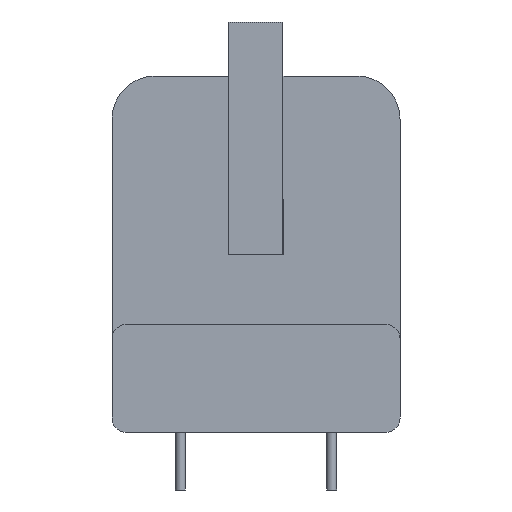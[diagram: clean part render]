
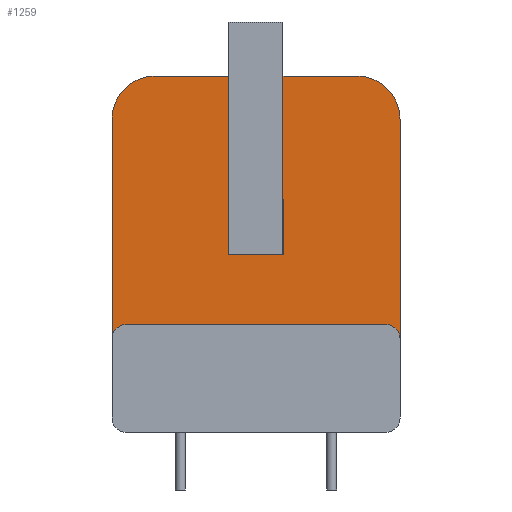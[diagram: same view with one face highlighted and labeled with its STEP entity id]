
A CAD part, left-side view. The second image highlights one B-rep face of the part: STEP entity #1259.
In plain terms, the highlighted planar face has unit normal (-1, 0, 0).
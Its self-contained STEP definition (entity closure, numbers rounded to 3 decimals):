
#712 = VERTEX_POINT('',#713);
#713 = CARTESIAN_POINT('',(0.,4.75,6.5));
#743 = VERTEX_POINT('',#744);
#744 = CARTESIAN_POINT('',(0.,-15.25,6.5));
#775 = VERTEX_POINT('',#776);
#776 = CARTESIAN_POINT('',(0.,-14.25,7.5));
#782 = EDGE_CURVE('',#783,#775,#785,.T.);
#783 = VERTEX_POINT('',#784);
#784 = CARTESIAN_POINT('',(0.,3.75,7.5));
#785 = LINE('',#786,#787);
#786 = CARTESIAN_POINT('',(0.,-13.25,7.5));
#787 = VECTOR('',#788,1.);
#788 = DIRECTION('',(0.,-1.,-0.));
#806 = EDGE_CURVE('',#783,#712,#807,.T.);
#807 = CIRCLE('',#808,1.);
#808 = AXIS2_PLACEMENT_3D('',#809,#810,#811);
#809 = CARTESIAN_POINT('',(0.,3.75,6.5));
#810 = DIRECTION('',(-1.,-0.,0.));
#811 = DIRECTION('',(0.,-1.,-0.));
#862 = EDGE_CURVE('',#743,#775,#863,.T.);
#863 = CIRCLE('',#864,1.);
#864 = AXIS2_PLACEMENT_3D('',#865,#866,#867);
#865 = CARTESIAN_POINT('',(0.,-14.25,6.5));
#866 = DIRECTION('',(-1.,-0.,0.));
#867 = DIRECTION('',(0.,0.,-1.));
#878 = EDGE_CURVE('',#879,#881,#883,.T.);
#879 = VERTEX_POINT('',#880);
#880 = CARTESIAN_POINT('',(0.,-12.25,24.75));
#881 = VERTEX_POINT('',#882);
#882 = CARTESIAN_POINT('',(0.,-7.125,24.75));
#883 = LINE('',#884,#885);
#884 = CARTESIAN_POINT('',(0.,-12.25,24.75));
#885 = VECTOR('',#886,1.);
#886 = DIRECTION('',(0.,1.,0.));
#940 = EDGE_CURVE('',#941,#943,#945,.T.);
#941 = VERTEX_POINT('',#942);
#942 = CARTESIAN_POINT('',(0.,-3.375,24.75));
#943 = VERTEX_POINT('',#944);
#944 = CARTESIAN_POINT('',(0.,1.75,24.75));
#945 = LINE('',#946,#947);
#946 = CARTESIAN_POINT('',(0.,-12.25,24.75));
#947 = VECTOR('',#948,1.);
#948 = DIRECTION('',(0.,1.,0.));
#974 = VERTEX_POINT('',#975);
#975 = CARTESIAN_POINT('',(0.,4.75,21.75));
#981 = EDGE_CURVE('',#943,#974,#982,.T.);
#982 = CIRCLE('',#983,3.);
#983 = AXIS2_PLACEMENT_3D('',#984,#985,#986);
#984 = CARTESIAN_POINT('',(0.,1.75,21.75));
#985 = DIRECTION('',(-1.,-0.,0.));
#986 = DIRECTION('',(0.,-1.,-0.));
#996 = EDGE_CURVE('',#974,#712,#997,.T.);
#997 = LINE('',#998,#999);
#998 = CARTESIAN_POINT('',(0.,4.75,21.75));
#999 = VECTOR('',#1000,1.);
#1000 = DIRECTION('',(0.,0.,-1.));
#1128 = EDGE_CURVE('',#1129,#743,#1131,.T.);
#1129 = VERTEX_POINT('',#1130);
#1130 = CARTESIAN_POINT('',(0.,-15.25,21.75));
#1131 = LINE('',#1132,#1133);
#1132 = CARTESIAN_POINT('',(0.,-15.25,21.75));
#1133 = VECTOR('',#1134,1.);
#1134 = DIRECTION('',(0.,0.,-1.));
#1155 = EDGE_CURVE('',#1129,#879,#1156,.T.);
#1156 = CIRCLE('',#1157,3.);
#1157 = AXIS2_PLACEMENT_3D('',#1158,#1159,#1160);
#1158 = CARTESIAN_POINT('',(0.,-12.25,21.75));
#1159 = DIRECTION('',(-1.,-0.,0.));
#1160 = DIRECTION('',(0.,0.,-1.));
#1259 = ADVANCED_FACE('',(#1260),#1325,.F.);
#1260 = FACE_BOUND('',#1261,.F.);
#1261 = EDGE_LOOP('',(#1262,#1263,#1264,#1265,#1266,#1267,#1268,#1269,
    #1270,#1271,#1279,#1287,#1295,#1303,#1311,#1319));
#1262 = ORIENTED_EDGE('',*,*,#878,.F.);
#1263 = ORIENTED_EDGE('',*,*,#1155,.F.);
#1264 = ORIENTED_EDGE('',*,*,#1128,.T.);
#1265 = ORIENTED_EDGE('',*,*,#862,.T.);
#1266 = ORIENTED_EDGE('',*,*,#782,.F.);
#1267 = ORIENTED_EDGE('',*,*,#806,.T.);
#1268 = ORIENTED_EDGE('',*,*,#996,.F.);
#1269 = ORIENTED_EDGE('',*,*,#981,.F.);
#1270 = ORIENTED_EDGE('',*,*,#940,.F.);
#1271 = ORIENTED_EDGE('',*,*,#1272,.F.);
#1272 = EDGE_CURVE('',#1273,#941,#1275,.T.);
#1273 = VERTEX_POINT('',#1274);
#1274 = CARTESIAN_POINT('',(0.,-3.375,16.175));
#1275 = LINE('',#1276,#1277);
#1276 = CARTESIAN_POINT('',(0.,-3.375,16.125));
#1277 = VECTOR('',#1278,1.);
#1278 = DIRECTION('',(0.,0.,1.));
#1279 = ORIENTED_EDGE('',*,*,#1280,.T.);
#1280 = EDGE_CURVE('',#1273,#1281,#1283,.T.);
#1281 = VERTEX_POINT('',#1282);
#1282 = CARTESIAN_POINT('',(0.,-3.325,16.175));
#1283 = LINE('',#1284,#1285);
#1284 = CARTESIAN_POINT('',(0.,-9.713,16.175));
#1285 = VECTOR('',#1286,1.);
#1286 = DIRECTION('',(0.,1.,0.));
#1287 = ORIENTED_EDGE('',*,*,#1288,.F.);
#1288 = EDGE_CURVE('',#1289,#1281,#1291,.T.);
#1289 = VERTEX_POINT('',#1290);
#1290 = CARTESIAN_POINT('',(0.,-3.325,12.325));
#1291 = LINE('',#1292,#1293);
#1292 = CARTESIAN_POINT('',(0.,-3.325,18.963));
#1293 = VECTOR('',#1294,1.);
#1294 = DIRECTION('',(0.,0.,1.));
#1295 = ORIENTED_EDGE('',*,*,#1296,.F.);
#1296 = EDGE_CURVE('',#1297,#1289,#1299,.T.);
#1297 = VERTEX_POINT('',#1298);
#1298 = CARTESIAN_POINT('',(0.,-7.175,12.325));
#1299 = LINE('',#1300,#1301);
#1300 = CARTESIAN_POINT('',(0.,-9.713,12.325));
#1301 = VECTOR('',#1302,1.);
#1302 = DIRECTION('',(0.,1.,0.));
#1303 = ORIENTED_EDGE('',*,*,#1304,.T.);
#1304 = EDGE_CURVE('',#1297,#1305,#1307,.T.);
#1305 = VERTEX_POINT('',#1306);
#1306 = CARTESIAN_POINT('',(0.,-7.175,16.175));
#1307 = LINE('',#1308,#1309);
#1308 = CARTESIAN_POINT('',(0.,-7.175,18.963));
#1309 = VECTOR('',#1310,1.);
#1310 = DIRECTION('',(0.,0.,1.));
#1311 = ORIENTED_EDGE('',*,*,#1312,.T.);
#1312 = EDGE_CURVE('',#1305,#1313,#1315,.T.);
#1313 = VERTEX_POINT('',#1314);
#1314 = CARTESIAN_POINT('',(0.,-7.125,16.175));
#1315 = LINE('',#1316,#1317);
#1316 = CARTESIAN_POINT('',(0.,-9.713,16.175));
#1317 = VECTOR('',#1318,1.);
#1318 = DIRECTION('',(0.,1.,0.));
#1319 = ORIENTED_EDGE('',*,*,#1320,.T.);
#1320 = EDGE_CURVE('',#1313,#881,#1321,.T.);
#1321 = LINE('',#1322,#1323);
#1322 = CARTESIAN_POINT('',(0.,-7.125,16.125));
#1323 = VECTOR('',#1324,1.);
#1324 = DIRECTION('',(0.,0.,1.));
#1325 = PLANE('',#1326);
#1326 = AXIS2_PLACEMENT_3D('',#1327,#1328,#1329);
#1327 = CARTESIAN_POINT('',(0.,-12.25,21.75));
#1328 = DIRECTION('',(1.,0.,0.));
#1329 = DIRECTION('',(0.,0.,-1.));
